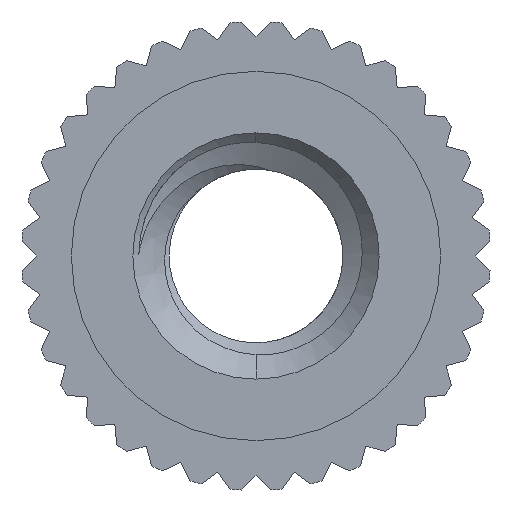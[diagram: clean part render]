
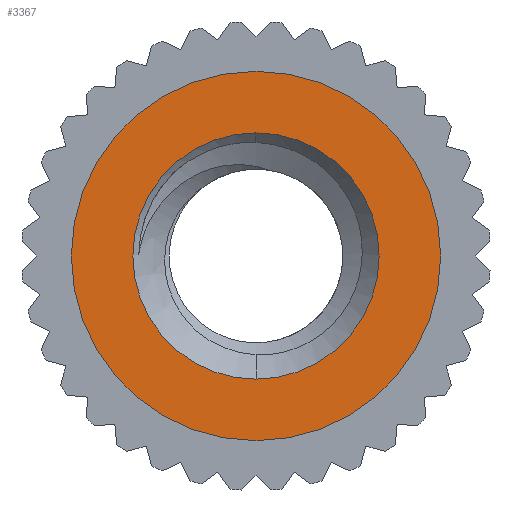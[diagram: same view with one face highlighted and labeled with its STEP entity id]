
A CAD part, left-side view. The second image highlights one B-rep face of the part: STEP entity #3367.
In plain terms, the highlighted planar face has unit normal (-1, 0, 0).
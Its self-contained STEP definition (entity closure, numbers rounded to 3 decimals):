
#17 = DIRECTION ( 'NONE',  ( 0., 0., 1. ) ) ;
#131 = EDGE_LOOP ( 'NONE', ( #197, #1267 ) ) ;
#142 = DIRECTION ( 'NONE',  ( -1., 0., 0. ) ) ;
#197 = ORIENTED_EDGE ( 'NONE', *, *, #1412, .F. ) ;
#281 = DIRECTION ( 'NONE',  ( -1., 0., 0. ) ) ;
#325 = CARTESIAN_POINT ( 'NONE',  ( -0.85, 0., 0. ) ) ;
#641 = VERTEX_POINT ( 'NONE', #824 ) ;
#688 = EDGE_CURVE ( 'NONE', #4821, #3604, #4755, .T. ) ;
#749 = FACE_BOUND ( 'NONE', #131, .T. ) ;
#752 = ORIENTED_EDGE ( 'NONE', *, *, #4940, .T. ) ;
#778 = DIRECTION ( 'NONE',  ( 0., 0., 1. ) ) ;
#824 = CARTESIAN_POINT ( 'NONE',  ( -0.85, 0., 1.575 ) ) ;
#825 = CARTESIAN_POINT ( 'NONE',  ( -0.85, 0., 1.051 ) ) ;
#1053 = PLANE ( 'NONE',  #1181 ) ;
#1181 = AXIS2_PLACEMENT_3D ( 'NONE', #2760, #1917, #4967 ) ;
#1267 = ORIENTED_EDGE ( 'NONE', *, *, #688, .F. ) ;
#1412 = EDGE_CURVE ( 'NONE', #3604, #4821, #1453, .T. ) ;
#1453 = CIRCLE ( 'NONE', #5554, 1.051 ) ;
#1588 = ORIENTED_EDGE ( 'NONE', *, *, #3015, .T. ) ;
#1709 = AXIS2_PLACEMENT_3D ( 'NONE', #2888, #281, #3330 ) ;
#1889 = CIRCLE ( 'NONE', #1709, 1.575 ) ;
#1917 = DIRECTION ( 'NONE',  ( 1., 0., 0. ) ) ;
#2619 = DIRECTION ( 'NONE',  ( -1., 0., 0. ) ) ;
#2691 = CARTESIAN_POINT ( 'NONE',  ( -0.85, 0., -1.575 ) ) ;
#2747 = CARTESIAN_POINT ( 'NONE',  ( -0.85, 0., 0. ) ) ;
#2760 = CARTESIAN_POINT ( 'NONE',  ( -0.85, 1., 0. ) ) ;
#2888 = CARTESIAN_POINT ( 'NONE',  ( -0.85, 0., 0. ) ) ;
#3015 = EDGE_CURVE ( 'NONE', #641, #4087, #4552, .T. ) ;
#3187 = FACE_OUTER_BOUND ( 'NONE', #5504, .T. ) ;
#3199 = DIRECTION ( 'NONE',  ( 0., 0., 1. ) ) ;
#3330 = DIRECTION ( 'NONE',  ( 0., 0., 1. ) ) ;
#3362 = DIRECTION ( 'NONE',  ( -1., 0., 0. ) ) ;
#3367 = ADVANCED_FACE ( 'NONE', ( #749, #3187 ), #1053, .F. ) ;
#3604 = VERTEX_POINT ( 'NONE', #825 ) ;
#3622 = AXIS2_PLACEMENT_3D ( 'NONE', #2747, #142, #3199 ) ;
#3631 = CARTESIAN_POINT ( 'NONE',  ( -0.85, 0., -1.051 ) ) ;
#4087 = VERTEX_POINT ( 'NONE', #2691 ) ;
#4552 = CIRCLE ( 'NONE', #5196, 1.575 ) ;
#4755 = CIRCLE ( 'NONE', #3622, 1.051 ) ;
#4821 = VERTEX_POINT ( 'NONE', #3631 ) ;
#4940 = EDGE_CURVE ( 'NONE', #4087, #641, #1889, .T. ) ;
#4967 = DIRECTION ( 'NONE',  ( 0., 0., -1. ) ) ;
#5196 = AXIS2_PLACEMENT_3D ( 'NONE', #5256, #2619, #17 ) ;
#5256 = CARTESIAN_POINT ( 'NONE',  ( -0.85, 0., 0. ) ) ;
#5504 = EDGE_LOOP ( 'NONE', ( #1588, #752 ) ) ;
#5554 = AXIS2_PLACEMENT_3D ( 'NONE', #325, #3362, #778 ) ;
